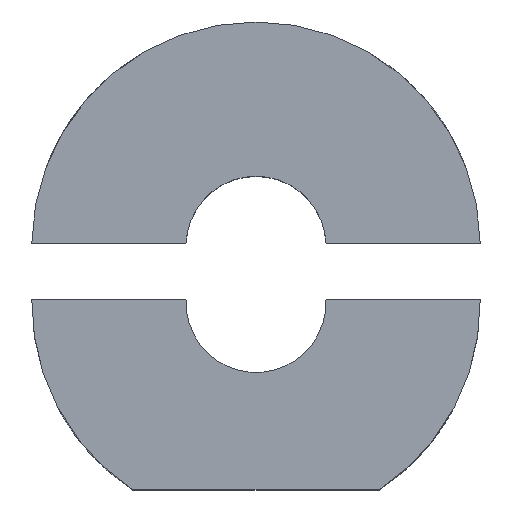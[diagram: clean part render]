
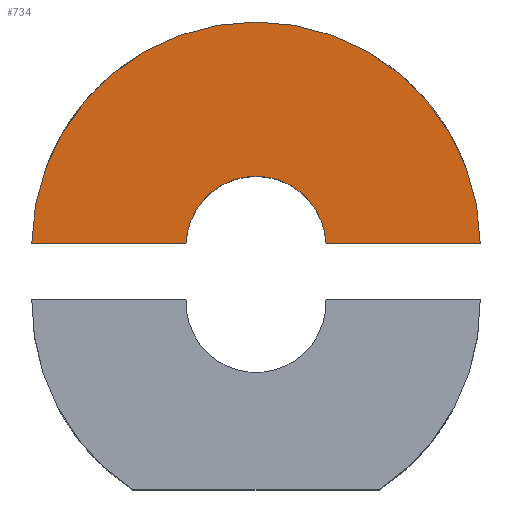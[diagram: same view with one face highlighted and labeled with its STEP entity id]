
A CAD part, top view. The second image highlights one B-rep face of the part: STEP entity #734.
In plain terms, the highlighted planar face has unit normal (0, 0, 1).
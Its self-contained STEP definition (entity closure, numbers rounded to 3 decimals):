
#49=PLANE('',#803);
#83=FACE_OUTER_BOUND('',#132,.T.);
#132=EDGE_LOOP('',(#604,#605,#606,#607));
#172=CIRCLE('',#785,24.);
#179=CIRCLE('',#804,7.5);
#240=LINE('',#1254,#307);
#241=LINE('',#1257,#308);
#307=VECTOR('',#953,10.);
#308=VECTOR('',#956,10.);
#357=VERTEX_POINT('',#1205);
#359=VERTEX_POINT('',#1208);
#370=VERTEX_POINT('',#1253);
#371=VERTEX_POINT('',#1255);
#432=EDGE_CURVE('',#359,#357,#172,.T.);
#454=EDGE_CURVE('',#370,#357,#240,.T.);
#455=EDGE_CURVE('',#370,#371,#179,.T.);
#456=EDGE_CURVE('',#359,#371,#241,.T.);
#604=ORIENTED_EDGE('',*,*,#454,.F.);
#605=ORIENTED_EDGE('',*,*,#455,.T.);
#606=ORIENTED_EDGE('',*,*,#456,.F.);
#607=ORIENTED_EDGE('',*,*,#432,.T.);
#734=ADVANCED_FACE('',(#83),#49,.T.);
#785=AXIS2_PLACEMENT_3D('',#1209,#900,#901);
#803=AXIS2_PLACEMENT_3D('',#1252,#951,#952);
#804=AXIS2_PLACEMENT_3D('',#1256,#954,#955);
#900=DIRECTION('center_axis',(0.,0.,1.));
#901=DIRECTION('ref_axis',(1.,0.,0.));
#951=DIRECTION('center_axis',(0.,0.,1.));
#952=DIRECTION('ref_axis',(1.,0.,0.));
#953=DIRECTION('',(-1.,0.,0.));
#954=DIRECTION('center_axis',(0.,0.,-1.));
#955=DIRECTION('ref_axis',(1.,0.,0.));
#956=DIRECTION('',(-1.,0.,0.));
#1205=CARTESIAN_POINT('',(-23.998,-35.688,20.));
#1208=CARTESIAN_POINT('',(23.998,-35.688,20.));
#1209=CARTESIAN_POINT('Origin',(0.,-36.,20.));
#1252=CARTESIAN_POINT('Origin',(0.,-34.021,20.));
#1253=CARTESIAN_POINT('',(-7.494,-35.688,20.));
#1254=CARTESIAN_POINT('',(0.,-35.688,20.));
#1255=CARTESIAN_POINT('',(7.494,-35.688,20.));
#1256=CARTESIAN_POINT('Origin',(0.,-36.,20.));
#1257=CARTESIAN_POINT('',(0.,-35.688,20.));
